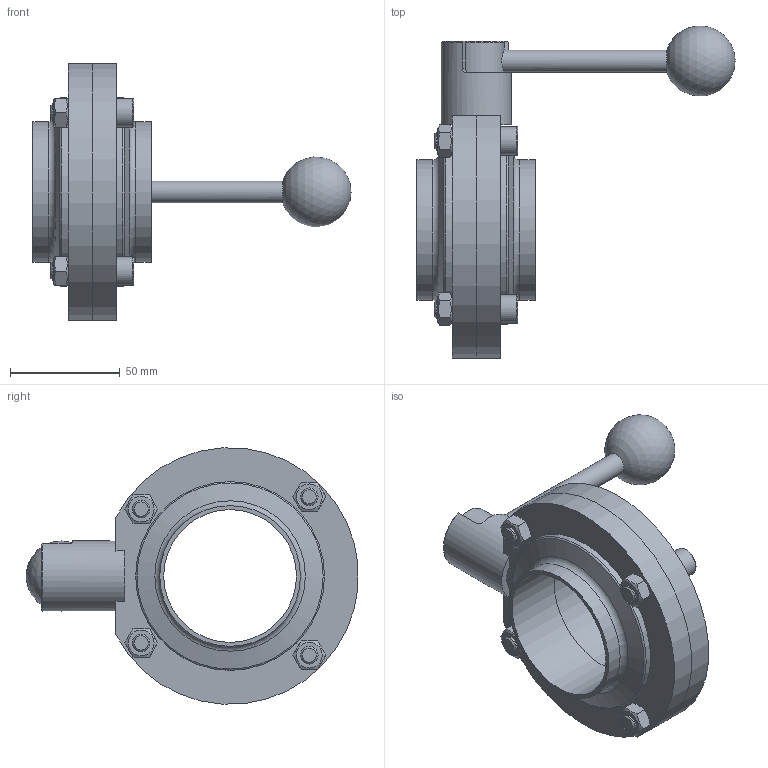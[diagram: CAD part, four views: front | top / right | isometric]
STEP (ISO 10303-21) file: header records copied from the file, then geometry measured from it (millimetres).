
FILE_DESCRIPTION( ( 'STEP AP203' ), ' ' );
FILE_NAME( '9612628164.stp', '2017-01-13T08:52:27', ( '' ), ( '' ), ' ', 'PARTsolutions', ' ' );
FILE_SCHEMA( ( 'CONFIG_CONTROL_DESIGN' ) );
Length unit declared in the file: millimetre
Products named in the file (6): 9612628164; _LKB Butterfly (1,H25,002,0)_r; _9611411380 Handle cap 2 pos H25; _9612045001 Indication handle H25; _LKB/LKB-2 valve body pin H25; _LKB Butterfly (1,H25,085,0)_l
Assembly tree (5 placements, depth 2):
  9612628164
    _LKB Butterfly (1,H25,002,0)_r
    _9611411380 Handle cap 2 pos H25
    _9612045001 Indication handle H25
    _LKB/LKB-2 valve body pin H25
    _LKB Butterfly (1,H25,085,0)_l
Bounding box: 145 x 151.27 x 116.77 mm (x, y, z)
Volume: 261757.4 mm3; surface area: 78497.4 mm2
Topology: 5 solids, 5 shells, 166 faces, 384 edges, 253 vertices
Faces by surface type: plane 103, cylinder 37, cone 17, torus 8, sphere 1
Full cylindrical faces by diameter (mm): 8 x8, 9 x8, 10 x1, 13 x4, 14 x1, 25.4 x1, 25.5 x1, 32 x1, 60.5 x2, 64.1 x2, 86 x2
Entity records: 4949 total; most frequent: CARTESIAN_POINT 1327, DIRECTION 696, ORIENTED_EDGE 610, EDGE_CURVE 305, AXIS2_PLACEMENT_3D 272, EDGE_LOOP 261, VERTEX_POINT 231, FACE_OUTER_BOUND 205
